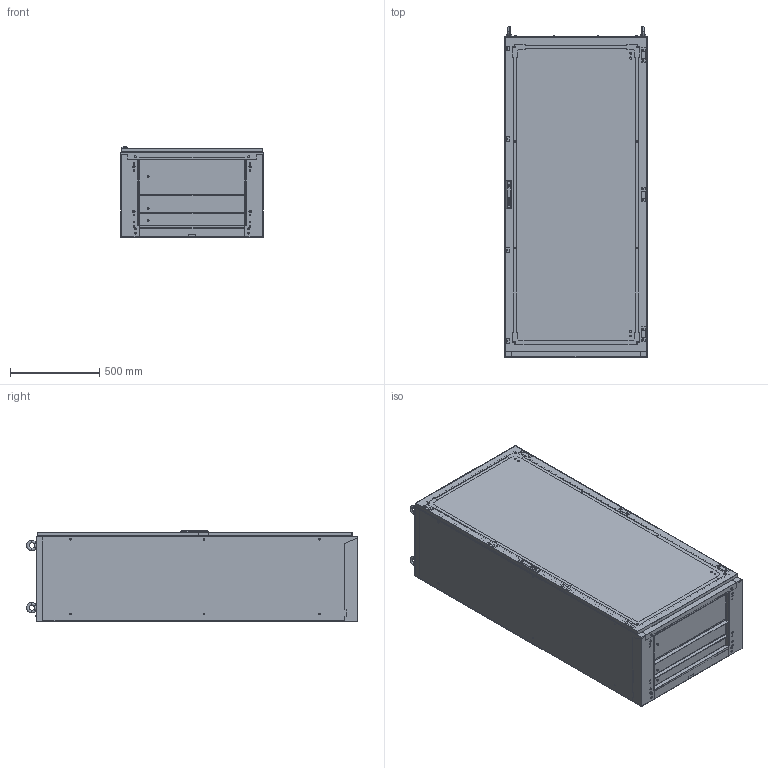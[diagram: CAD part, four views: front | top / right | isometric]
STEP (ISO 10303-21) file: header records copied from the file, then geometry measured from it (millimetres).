
FILE_DESCRIPTION (( 'STEP AP214' ), '1' );
FILE_NAME ('0390-8018-50-07.step', '2022-07-28T11:20:51', ( '' ), ( '' ), 'SwSTEP 2.0', 'SolidWorks 2019', '' );
FILE_SCHEMA (( 'AUTOMOTIVE_DESIGN' ));
Length unit declared in the file: millimetre
Products named in the file (5): 0390-8018-50-07; Korpus_ss_8018-50; Bodenplattensatz_s_0396-8000-50-03; TuerR_s_0395-8018-00-97; Dachplatte_ss_0390-8000-50-07
Assembly tree (4 placements, depth 2):
  0390-8018-50-07
    Korpus_ss_8018-50
    TuerR_s_0395-8018-00-97
    Dachplatte_ss_0390-8000-50-07
    Bodenplattensatz_s_0396-8000-50-03
Bounding box: 800 x 1857.99 x 507.5 mm (x, y, z)
Volume: 12122671.3 mm3; surface area: 13445641.2 mm2
Topology: 38 solids, 38 shells, 4190 faces, 11073 edges, 7318 vertices
Faces by surface type: plane 2296, cylinder 1692, cone 166, torus 24, bspline 12
Entity records: 159842 total; most frequent: CARTESIAN_POINT 24523, DIRECTION 22803, ORIENTED_EDGE 22146, EDGE_CURVE 11073, AXIS2_PLACEMENT_3D 7818, VERTEX_POINT 7318, LINE 7167, VECTOR 7167
